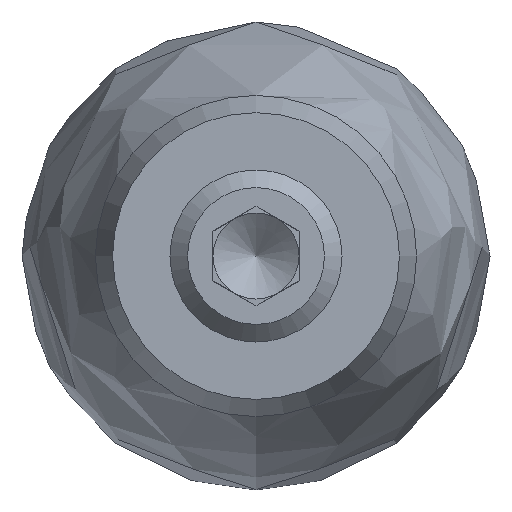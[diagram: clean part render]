
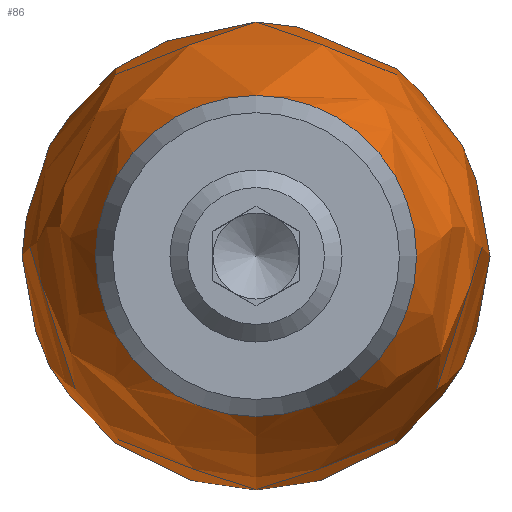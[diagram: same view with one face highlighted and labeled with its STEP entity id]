
A CAD part, left-side view. The second image highlights one B-rep face of the part: STEP entity #86.
In plain terms, the highlighted free-form (B-spline) face has degree [3, 3] with [4, 7] control points.
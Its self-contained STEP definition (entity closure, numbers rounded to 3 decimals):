
#86 = ADVANCED_FACE( '', ( #174, #175 ), #176, .T. );
#174 = FACE_OUTER_BOUND( '', #256, .T. );
#175 = FACE_OUTER_BOUND( '', #257, .T. );
#176 = ( BOUNDED_SURFACE(  )B_SPLINE_SURFACE( 3, 3, ( ( #260, #261, #262, #263, #264, #265, #266 ), ( #267, #268, #269, #270, #271, #272, #273 ), ( #274, #275, #276, #277, #278, #279, #280 ), ( #281, #282, #283, #284, #285, #286, #287 ) ), .UNSPECIFIED., .F., .T., .F. )B_SPLINE_SURFACE_WITH_KNOTS( ( 4, 4 ), ( 4, 3, 4 ), ( 0., 6.283 ), ( -0.509, 0.169, 0.847 ), .UNSPECIFIED. )GEOMETRIC_REPRESENTATION_ITEM(  )RATIONAL_B_SPLINE_SURFACE( ( ( 1., 0.333, 0.333, 1., 0.333, 0.333, 1. ), ( 0.853, 0.284, 0.284, 0.853, 0.284, 0.284, 0.853 ), ( 0.853, 0.284, 0.284, 0.853, 0.284, 0.284, 0.853 ), ( 1., 0.333, 0.333, 1., 0.333, 0.333, 1. ) ) )REPRESENTATION_ITEM( '' )SURFACE(  ) );
#256 = EDGE_LOOP( '', ( #486 ) );
#257 = EDGE_LOOP( '', ( #487 ) );
#260 = CARTESIAN_POINT( '', ( 49.599, 0., -1.268 ) );
#261 = CARTESIAN_POINT( '', ( 49.599, 2.536, -1.268 ) );
#262 = CARTESIAN_POINT( '', ( 49.599, 2.536, 1.268 ) );
#263 = CARTESIAN_POINT( '', ( 49.599, 0., 1.268 ) );
#264 = CARTESIAN_POINT( '', ( 49.599, -2.536, 1.268 ) );
#265 = CARTESIAN_POINT( '', ( 49.599, -2.536, -1.268 ) );
#266 = CARTESIAN_POINT( '', ( 49.599, 0., -1.268 ) );
#267 = CARTESIAN_POINT( '', ( 42.927, 0., -8.816 ) );
#268 = CARTESIAN_POINT( '', ( 42.927, 17.632, -8.816 ) );
#269 = CARTESIAN_POINT( '', ( 42.927, 17.632, 8.816 ) );
#270 = CARTESIAN_POINT( '', ( 42.927, 0., 8.816 ) );
#271 = CARTESIAN_POINT( '', ( 42.927, -17.632, 8.816 ) );
#272 = CARTESIAN_POINT( '', ( 42.927, -17.632, -8.816 ) );
#273 = CARTESIAN_POINT( '', ( 42.927, 0., -8.816 ) );
#274 = CARTESIAN_POINT( '', ( 32.997, 0., -10.51 ) );
#275 = CARTESIAN_POINT( '', ( 32.997, 21.019, -10.51 ) );
#276 = CARTESIAN_POINT( '', ( 32.997, 21.019, 10.51 ) );
#277 = CARTESIAN_POINT( '', ( 32.997, 0., 10.51 ) );
#278 = CARTESIAN_POINT( '', ( 32.997, -21.019, 10.51 ) );
#279 = CARTESIAN_POINT( '', ( 32.997, -21.019, -10.51 ) );
#280 = CARTESIAN_POINT( '', ( 32.997, 0., -10.51 ) );
#281 = CARTESIAN_POINT( '', ( 24.2, 0., -5.6 ) );
#282 = CARTESIAN_POINT( '', ( 24.2, 11.2, -5.6 ) );
#283 = CARTESIAN_POINT( '', ( 24.2, 11.2, 5.6 ) );
#284 = CARTESIAN_POINT( '', ( 24.2, 0., 5.6 ) );
#285 = CARTESIAN_POINT( '', ( 24.2, -11.2, 5.6 ) );
#286 = CARTESIAN_POINT( '', ( 24.2, -11.2, -5.6 ) );
#287 = CARTESIAN_POINT( '', ( 24.2, 0., -5.6 ) );
#486 = ORIENTED_EDGE( '', *, *, #536, .T. );
#487 = ORIENTED_EDGE( '', *, *, #550, .F. );
#536 = EDGE_CURVE( '', #619, #619, #620, .T. );
#550 = EDGE_CURVE( '', #635, #635, #636, .T. );
#619 = VERTEX_POINT( '', #726 );
#620 = CIRCLE( '', #727, 5.6 );
#635 = VERTEX_POINT( '', #745 );
#636 = CIRCLE( '', #746, 1.268 );
#726 = CARTESIAN_POINT( '', ( 24.2, 0., -5.6 ) );
#727 = AXIS2_PLACEMENT_3D( '', #802, #803, #804 );
#745 = CARTESIAN_POINT( '', ( 49.599, 0., -1.268 ) );
#746 = AXIS2_PLACEMENT_3D( '', #811, #812, #813 );
#802 = CARTESIAN_POINT( '', ( 24.2, 0., 0. ) );
#803 = DIRECTION( '', ( 1., 0., 0. ) );
#804 = DIRECTION( '', ( 0., 0., -1. ) );
#811 = CARTESIAN_POINT( '', ( 49.599, 0., 0. ) );
#812 = DIRECTION( '', ( 1., 0., 0. ) );
#813 = DIRECTION( '', ( 0., 0., -1. ) );
